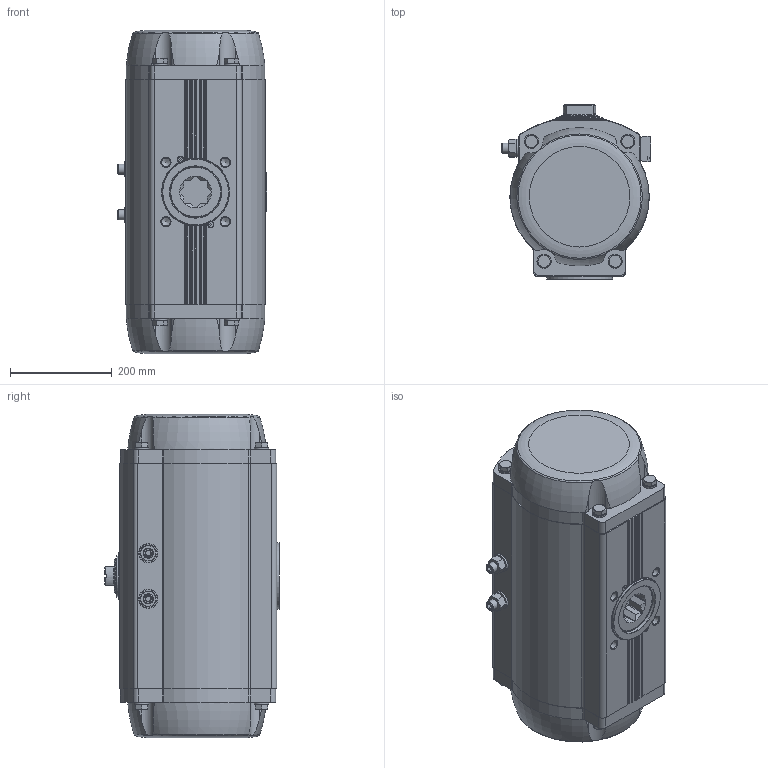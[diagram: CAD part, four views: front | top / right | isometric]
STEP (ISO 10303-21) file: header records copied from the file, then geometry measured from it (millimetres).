
FILE_DESCRIPTION(/* description */ ('STEP AP214'),/* implementation_level */ '2;1');
FILE_NAME(/* name */ '8102910_DFPD-2300-RP-90-RS60-F16-R3-C',/* time_stamp */ '2024-08-15T17:47:06+02:00',/* author */ ('License CC BY-ND 4.0'),/* organization */ ('CADENAS'),/* preprocessor_version */ 'ST-DEVELOPER v19.3',/* originating_system */ 'PARTsolutions',/* authorisation */ ' ');
FILE_SCHEMA (('AUTOMOTIVE_DESIGN {1 0 10303 214 3 1 1}'));
Length unit declared in the file: millimetre
Products named in the file (7): 8102910 DFPD-2300-RP-90-RS60-F16-R3-C---(0); 8042196 DFPD-2300-90-RS-F16-C-----(housing); 8042196 DFPD-2300(F12_0)---(shaft); 4787202 SCHEIBE 20.15X36X5-1.4301; DIN 934 - M20(F); 8088529 DFPD-2300-C--(adj); 8101070 DFPD-CTR-F16--(ctr)
Assembly tree (9 placements, depth 2):
  8102910 DFPD-2300-RP-90-RS60-F16-R3-C---(0)
    8042196 DFPD-2300-90-RS-F16-C-----(housing)
    8042196 DFPD-2300(F12_0)---(shaft)
    4787202 SCHEIBE 20.15X36X5-1.4301  x2
    DIN 934 - M20(F)  x2
    8088529 DFPD-2300-C--(adj)  x2
    8101070 DFPD-CTR-F16--(ctr)
Bounding box: 293.63 x 343.7 x 636 mm (x, y, z)
Volume: 42421526.6 mm3; surface area: 1048134 mm2
Topology: 9 solids, 9 shells, 682 faces, 1674 edges, 1068 vertices
Faces by surface type: plane 309, cylinder 188, cone 134, torus 49, sphere 2
Full cylindrical faces by diameter (mm): 3 x2, 4.134 x8, 4.917 x1, 8.376 x2, 8.5 x2, 10 x2, 10.57 x2, 11.445 x2, 17.294 x8, 20 x2, 20.15 x2, 28 x8, 30 x2, 36 x2, 38 x2, 64.5 x1, 67 x1, 70 x1, 71.2 x1, 71.5 x1, 72 x1, 86 x1, 90 x1, 94 x1, 98.2 x2, 99.8 x1, 100.1 x1, 102 x1, 103.1 x1, 130 x1
Entity records: 19009 total; most frequent: CARTESIAN_POINT 4230, DIRECTION 3031, ORIENTED_EDGE 2826, EDGE_CURVE 1413, AXIS2_PLACEMENT_3D 1211, VERTEX_POINT 1000, FACE_BOUND 889, EDGE_LOOP 874
